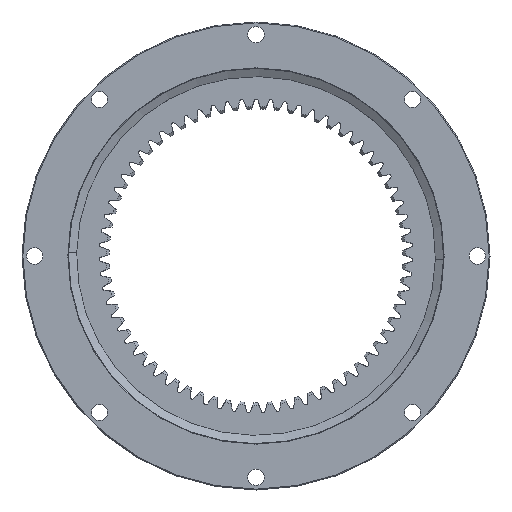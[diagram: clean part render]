
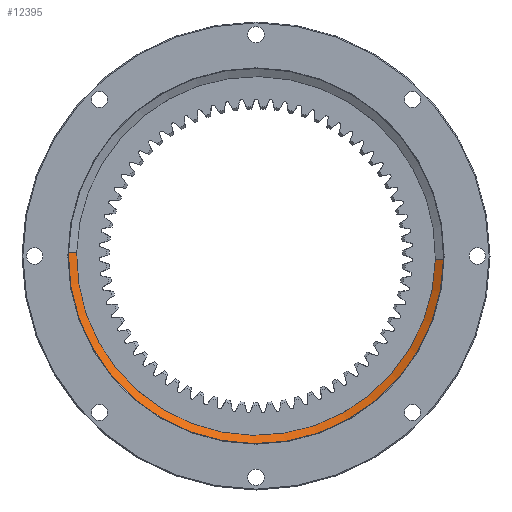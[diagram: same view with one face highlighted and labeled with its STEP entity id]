
A CAD part, front view. The second image highlights one B-rep face of the part: STEP entity #12395.
In plain terms, the highlighted conical face has half-angle 59.671 degrees and reference radius 207.75 mm.
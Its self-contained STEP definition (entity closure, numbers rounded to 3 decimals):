
#2784 = DIRECTION ( 'NONE',  ( 0.863, -0.505, -0.016 ) ) ;
#5758 = LINE ( 'NONE', #32207, #41621 ) ;
#5929 = DIRECTION ( 'NONE',  ( 1., 0., -0.019 ) ) ;
#6524 = EDGE_CURVE ( 'NONE', #39161, #7833, #5758, .T. ) ;
#7006 = CARTESIAN_POINT ( 'NONE',  ( 0.579, -22.519, -1.257 ) ) ;
#7210 = FACE_OUTER_BOUND ( 'NONE', #35644, .T. ) ;
#7372 = CONICAL_SURFACE ( 'NONE', #13530, 207.75, 1.041 ) ;
#7797 = CARTESIAN_POINT ( 'NONE',  ( 208.292, -22.519, -5.175 ) ) ;
#7833 = VERTEX_POINT ( 'NONE', #7797 ) ;
#8763 = VERTEX_POINT ( 'NONE', #27367 ) ;
#9575 = ORIENTED_EDGE ( 'NONE', *, *, #30471, .T. ) ;
#10746 = LINE ( 'NONE', #24486, #40731 ) ;
#10813 = EDGE_CURVE ( 'NONE', #24370, #7833, #39434, .T. ) ;
#10910 = ORIENTED_EDGE ( 'NONE', *, *, #40126, .F. ) ;
#11163 = DIRECTION ( 'NONE',  ( -0.863, -0.505, 0.016 ) ) ;
#12395 = ADVANCED_FACE ( 'NONE', ( #7210 ), #7372, .F. ) ;
#13530 = AXIS2_PLACEMENT_3D ( 'NONE', #7006, #24811, #34061 ) ;
#17861 = CARTESIAN_POINT ( 'NONE',  ( 199.168, -17.18, -5.003 ) ) ;
#23852 = DIRECTION ( 'NONE',  ( 0., -1., 0. ) ) ;
#23949 = CIRCLE ( 'NONE', #34963, 198.624 ) ;
#24370 = VERTEX_POINT ( 'NONE', #35206 ) ;
#24486 = CARTESIAN_POINT ( 'NONE',  ( -207.134, -22.519, 2.662 ) ) ;
#24811 = DIRECTION ( 'NONE',  ( 0., -1., 0. ) ) ;
#26716 = ORIENTED_EDGE ( 'NONE', *, *, #6524, .F. ) ;
#27367 = CARTESIAN_POINT ( 'NONE',  ( -198.009, -17.18, 2.49 ) ) ;
#30471 = EDGE_CURVE ( 'NONE', #8763, #24370, #10746, .T. ) ;
#31261 = ORIENTED_EDGE ( 'NONE', *, *, #10813, .T. ) ;
#32207 = CARTESIAN_POINT ( 'NONE',  ( 208.292, -22.519, -5.175 ) ) ;
#32560 = AXIS2_PLACEMENT_3D ( 'NONE', #32926, #23852, #40009 ) ;
#32926 = CARTESIAN_POINT ( 'NONE',  ( 0.579, -22.519, -1.257 ) ) ;
#34061 = DIRECTION ( 'NONE',  ( 1., 0., -0.019 ) ) ;
#34963 = AXIS2_PLACEMENT_3D ( 'NONE', #35358, #42255, #5929 ) ;
#35206 = CARTESIAN_POINT ( 'NONE',  ( -207.134, -22.519, 2.662 ) ) ;
#35358 = CARTESIAN_POINT ( 'NONE',  ( 0.579, -17.18, -1.257 ) ) ;
#35644 = EDGE_LOOP ( 'NONE', ( #10910, #9575, #31261, #26716 ) ) ;
#39161 = VERTEX_POINT ( 'NONE', #17861 ) ;
#39434 = CIRCLE ( 'NONE', #32560, 207.75 ) ;
#40009 = DIRECTION ( 'NONE',  ( 1., 0., -0.019 ) ) ;
#40126 = EDGE_CURVE ( 'NONE', #8763, #39161, #23949, .T. ) ;
#40731 = VECTOR ( 'NONE', #11163, 1000. ) ;
#41621 = VECTOR ( 'NONE', #2784, 1000. ) ;
#42255 = DIRECTION ( 'NONE',  ( 0., -1., 0. ) ) ;
